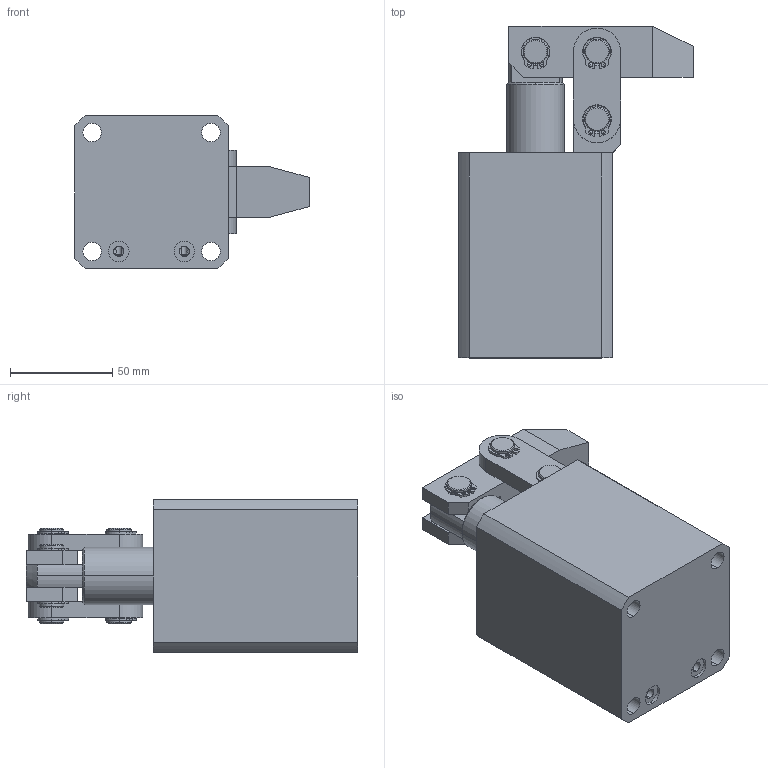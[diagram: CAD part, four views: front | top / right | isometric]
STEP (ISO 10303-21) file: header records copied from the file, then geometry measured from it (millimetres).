
FILE_DESCRIPTION (( 'STEP AP214' ), '1' );
FILE_NAME ('chlc-m50_asm-L.STEP', '2019-11-25T06:32:19', ( 'Windows' ), ( 'Microsoft' ), 'SwSTEP 2.0', 'SolidWorks 2015', '' );
FILE_SCHEMA (( 'AUTOMOTIVE_DESIGN' ));
Length unit declared in the file: millimetre
Products named in the file (1): chlc-m50_asm-L
Bounding box: 114.49 x 162 x 75 mm (x, y, z)
Volume: 562547.1 mm3; surface area: 111044 mm2
Topology: 17 solids, 17 shells, 503 faces, 1296 edges, 844 vertices
Faces by surface type: cylinder 271, plane 136, cone 64, bspline 32
Entity records: 28066 total; most frequent: CARTESIAN_POINT 10149, ORIENTED_EDGE 2576, DIRECTION 2506, EDGE_CURVE 1288, AXIS2_PLACEMENT_3D 990, VERTEX_POINT 844, EDGE_LOOP 586, LINE 526
